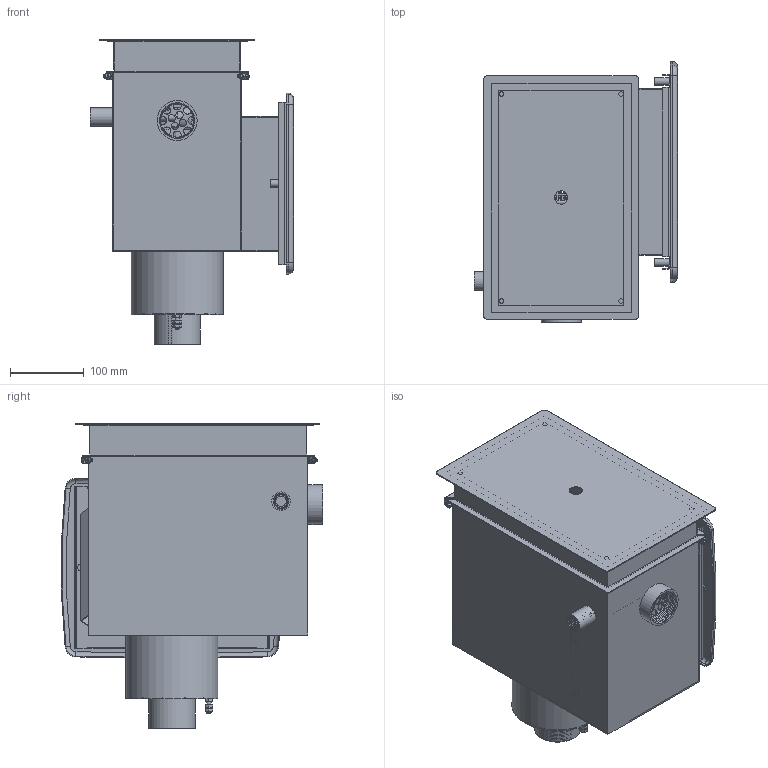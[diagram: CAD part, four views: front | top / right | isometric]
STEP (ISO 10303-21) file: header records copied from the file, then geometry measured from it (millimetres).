
FILE_DESCRIPTION(('STEP AP214'), '1');
FILE_NAME('Ð03-05 ÑÊ 25 ì2 ñ àâòîäîëèâîì ïëèòêà', '2025-09-19T10:47:46', ('Runwill'), (''), 'C3D Converter', 'C3D Toolkit', '');
FILE_SCHEMA(('AUTOMOTIVE_DESIGN { 1 0 10303 214 3 1 1}'));
Length unit declared in the file: millimetre
Assembly tree (29 placements, depth 4):
  (unnamed)
    (unnamed)
      (unnamed)  x2
      (unnamed)
        (unnamed)
        (unnamed)  x2
    (unnamed)
    (unnamed)
    (unnamed)
    (unnamed)
    (unnamed)
      (unnamed)
      (unnamed)
      (unnamed)
      (unnamed)
      (unnamed)
    (unnamed)
      (unnamed)
      (unnamed)
      (unnamed)
      (unnamed)
    (unnamed)
    (unnamed)
    (unnamed)
    (unnamed)
    (unnamed)
    (unnamed)
    (unnamed)
Bounding box: 274.8 x 353.28 x 412.1 mm (x, y, z)
Volume: 1265144 mm3; surface area: 1550544.7 mm2
Topology: 35 solids, 35 shells, 4220 faces, 12062 edges, 7946 vertices
Faces by surface type: plane 3581, cylinder 378, bspline 124, torus 69, cone 68
Full cylindrical faces by diameter (mm): 1.7 x2, 3.2 x1, 4 x9, 4.134 x2, 4.917 x4, 5 x9, 5.7 x2, 6 x10, 6.2 x4, 7.5 x2, 9.43 x2, 10 x9, 11.34 x2, 12 x8, 14 x1, 17 x1, 18 x1, 19 x1, 20.9 x1, 21 x1, 25 x1, 25.1 x1, 29 x1, 30 x1, 35.5 x1, 54 x1, 62.75 x1, 120 x1, 121.8 x2, 124.2 x1
Entity records: 206573 total; most frequent: CARTESIAN_POINT 96007, ORIENTED_EDGE 23694, DIRECTION 20083, EDGE_CURVE 11847, VERTEX_POINT 7905, AXIS2_PLACEMENT_3D 6895, LINE 6293, VECTOR 6293
